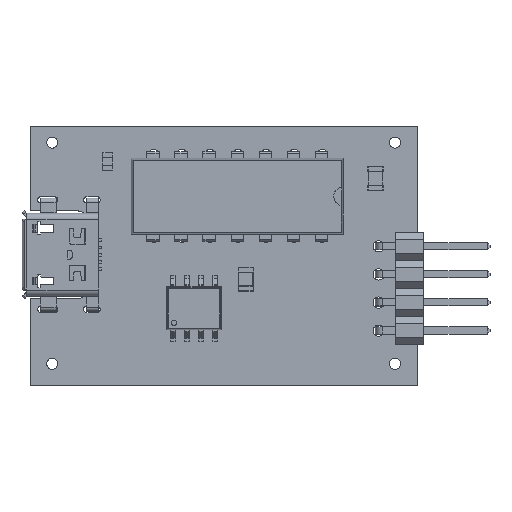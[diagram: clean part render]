
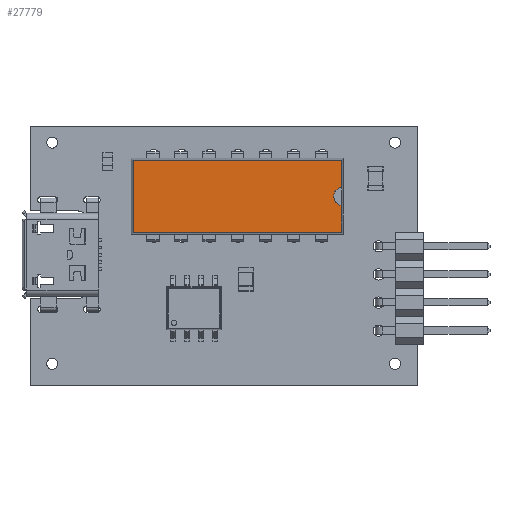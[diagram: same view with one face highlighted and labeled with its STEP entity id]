
A CAD part, top view. The second image highlights one B-rep face of the part: STEP entity #27779.
In plain terms, the highlighted planar face has unit normal (0, 0, 1).
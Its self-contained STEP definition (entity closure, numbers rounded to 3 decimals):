
#301=PLANE('',#29473);
#1513=FACE_OUTER_BOUND('',#3025,.T.);
#3025=EDGE_LOOP('',(#19522,#19523,#19524,#19525,#19526,#19527));
#4707=LINE('',#40028,#8190);
#4717=LINE('',#40046,#8200);
#4721=LINE('',#40055,#8204);
#4722=LINE('',#40057,#8205);
#4723=LINE('',#40060,#8206);
#8190=VECTOR('',#32033,1.);
#8200=VECTOR('',#32051,1.);
#8204=VECTOR('',#32061,1.);
#8205=VECTOR('',#32062,1.);
#8206=VECTOR('',#32065,1.);
#11541=CIRCLE('',#29474,0.857);
#12281=VERTEX_POINT('',#40025);
#12282=VERTEX_POINT('',#40027);
#12286=VERTEX_POINT('',#40044);
#12288=VERTEX_POINT('',#40054);
#12289=VERTEX_POINT('',#40056);
#12290=VERTEX_POINT('',#40058);
#15083=EDGE_CURVE('',#12281,#12282,#4707,.T.);
#15093=EDGE_CURVE('',#12281,#12286,#4717,.T.);
#15097=EDGE_CURVE('',#12286,#12288,#4721,.T.);
#15098=EDGE_CURVE('',#12289,#12288,#4722,.T.);
#15099=EDGE_CURVE('',#12290,#12289,#11541,.T.);
#15100=EDGE_CURVE('',#12282,#12290,#4723,.T.);
#19522=ORIENTED_EDGE('',*,*,#15083,.F.);
#19523=ORIENTED_EDGE('',*,*,#15093,.T.);
#19524=ORIENTED_EDGE('',*,*,#15097,.T.);
#19525=ORIENTED_EDGE('',*,*,#15098,.F.);
#19526=ORIENTED_EDGE('',*,*,#15099,.F.);
#19527=ORIENTED_EDGE('',*,*,#15100,.F.);
#27779=ADVANCED_FACE('',(#1513),#301,.T.);
#29473=AXIS2_PLACEMENT_3D('',#40053,#32059,#32060);
#29474=AXIS2_PLACEMENT_3D('',#40059,#32063,#32064);
#32033=DIRECTION('',(0.,1.,0.));
#32051=DIRECTION('',(1.,0.,0.));
#32059=DIRECTION('center_axis',(0.,0.,1.));
#32060=DIRECTION('ref_axis',(1.,0.,0.));
#32061=DIRECTION('',(0.,1.,0.));
#32062=DIRECTION('',(1.,0.,0.));
#32063=DIRECTION('center_axis',(0.,0.,1.));
#32064=DIRECTION('ref_axis',(1.,0.,0.));
#32065=DIRECTION('',(1.,0.,0.));
#40025=CARTESIAN_POINT('',(-3.258,-9.417,5.334));
#40027=CARTESIAN_POINT('',(-3.258,9.417,5.334));
#40028=CARTESIAN_POINT('',(-3.258,-9.589,5.334));
#40044=CARTESIAN_POINT('',(3.258,-9.417,5.334));
#40046=CARTESIAN_POINT('',(-3.429,-9.417,5.334));
#40053=CARTESIAN_POINT('Origin',(-3.429,-9.589,5.334));
#40054=CARTESIAN_POINT('',(3.258,9.417,5.334));
#40055=CARTESIAN_POINT('',(3.258,-9.589,5.334));
#40056=CARTESIAN_POINT('',(0.84,9.417,5.334));
#40057=CARTESIAN_POINT('',(-3.429,9.417,5.334));
#40058=CARTESIAN_POINT('',(-0.84,9.417,5.334));
#40059=CARTESIAN_POINT('Origin',(0.,9.589,5.334));
#40060=CARTESIAN_POINT('',(-3.429,9.417,5.334));
